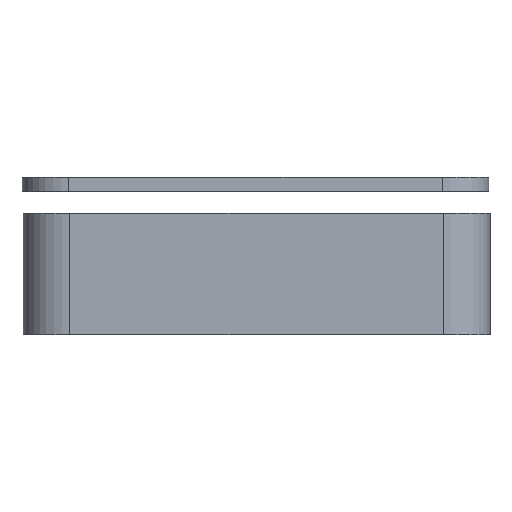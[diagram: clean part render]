
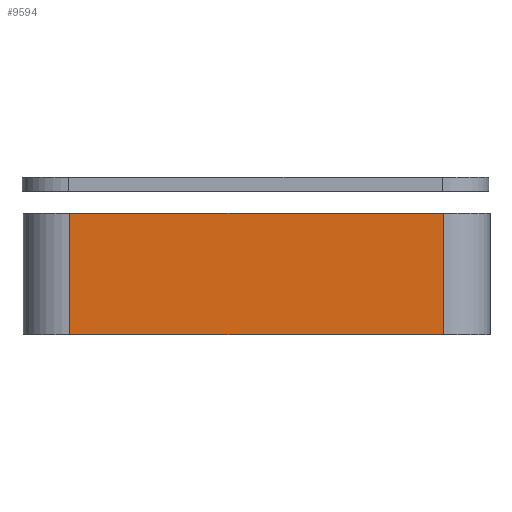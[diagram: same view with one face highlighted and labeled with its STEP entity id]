
A CAD part, left-side view. The second image highlights one B-rep face of the part: STEP entity #9594.
In plain terms, the highlighted planar face has unit normal (-1, 0, 0).
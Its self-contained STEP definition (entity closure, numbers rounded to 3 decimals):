
#1220=FACE_OUTER_BOUND('',#1758,.T.);
#1758=EDGE_LOOP('',(#6513,#6514,#6515,#6516));
#2411=LINE('',#12196,#3197);
#2423=LINE('',#12238,#3209);
#2427=LINE('',#12257,#3213);
#2428=LINE('',#12259,#3214);
#3197=VECTOR('',#10589,10.);
#3209=VECTOR('',#10627,10.);
#3213=VECTOR('',#10649,10.);
#3214=VECTOR('',#10652,10.);
#3980=VERTEX_POINT('',#12193);
#3981=VERTEX_POINT('',#12195);
#3997=VERTEX_POINT('',#12235);
#3998=VERTEX_POINT('',#12237);
#4972=EDGE_CURVE('',#3980,#3981,#2411,.T.);
#4993=EDGE_CURVE('',#3998,#3997,#2423,.T.);
#5003=EDGE_CURVE('',#3998,#3980,#2427,.T.);
#5004=EDGE_CURVE('',#3981,#3997,#2428,.T.);
#6513=ORIENTED_EDGE('',*,*,#5003,.F.);
#6514=ORIENTED_EDGE('',*,*,#4993,.T.);
#6515=ORIENTED_EDGE('',*,*,#5004,.F.);
#6516=ORIENTED_EDGE('',*,*,#4972,.F.);
#9409=PLANE('',#10180);
#9594=ADVANCED_FACE('',(#1220),#9409,.T.);
#10180=AXIS2_PLACEMENT_3D('',#12258,#10650,#10651);
#10589=DIRECTION('',(0.,-1.,0.));
#10627=DIRECTION('',(0.,-1.,0.));
#10649=DIRECTION('',(0.,0.,1.));
#10650=DIRECTION('center_axis',(-1.,0.,0.));
#10651=DIRECTION('ref_axis',(0.,-1.,0.));
#10652=DIRECTION('',(0.,0.,-1.));
#12193=CARTESIAN_POINT('',(-10.5,35.4,13.));
#12195=CARTESIAN_POINT('',(-10.5,-4.5,13.));
#12196=CARTESIAN_POINT('',(-10.5,40.4,13.));
#12235=CARTESIAN_POINT('',(-10.5,-4.5,0.));
#12237=CARTESIAN_POINT('',(-10.5,35.4,0.));
#12238=CARTESIAN_POINT('',(-10.5,40.4,0.));
#12257=CARTESIAN_POINT('',(-10.5,35.4,0.));
#12258=CARTESIAN_POINT('Origin',(-10.5,40.4,0.));
#12259=CARTESIAN_POINT('',(-10.5,-4.5,0.));
